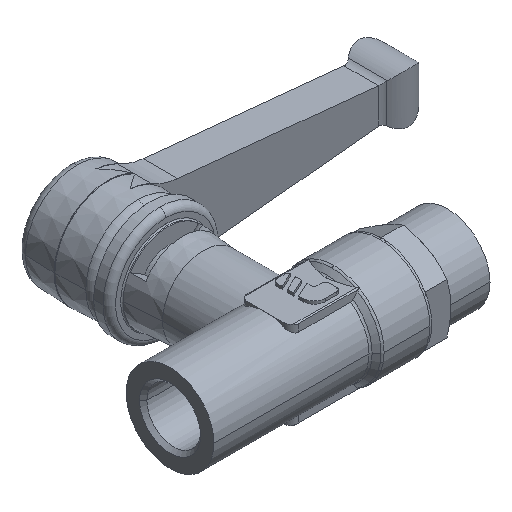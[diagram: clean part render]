
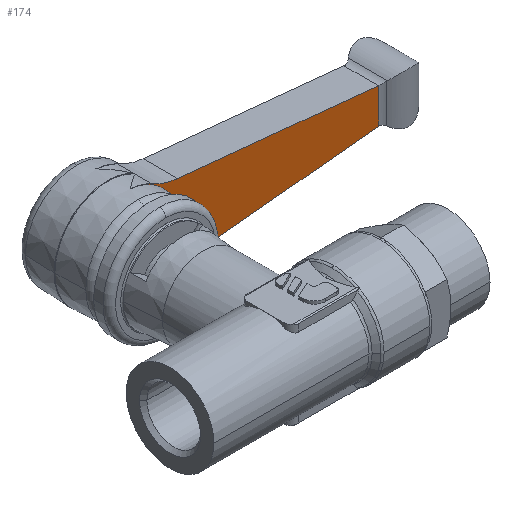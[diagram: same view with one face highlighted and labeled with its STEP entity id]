
A CAD part, isometric view. The second image highlights one B-rep face of the part: STEP entity #174.
In plain terms, the highlighted planar face has unit normal (0, -1, 0).
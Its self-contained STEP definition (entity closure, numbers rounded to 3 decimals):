
#174=ADVANCED_FACE('',(#484),#485,.T.);
#484=FACE_OUTER_BOUND('',#844,.T.);
#485=PLANE('',#845);
#844=EDGE_LOOP('',(#1988,#1989,#1990,#1991,#1992,#1993,#1994,#1995,#1996,#1997,#1998));
#845=AXIS2_PLACEMENT_3D('',#1999,#2000,#2001);
#1988=ORIENTED_EDGE('',*,*,#2720,.F.);
#1989=ORIENTED_EDGE('',*,*,#2686,.F.);
#1990=ORIENTED_EDGE('',*,*,#2715,.F.);
#1991=ORIENTED_EDGE('',*,*,#2716,.F.);
#1992=ORIENTED_EDGE('',*,*,#2699,.F.);
#1993=ORIENTED_EDGE('',*,*,#2719,.T.);
#1994=ORIENTED_EDGE('',*,*,#2706,.F.);
#1995=ORIENTED_EDGE('',*,*,#2712,.F.);
#1996=ORIENTED_EDGE('',*,*,#2713,.F.);
#1997=ORIENTED_EDGE('',*,*,#2688,.F.);
#1998=ORIENTED_EDGE('',*,*,#2432,.F.);
#1999=CARTESIAN_POINT('',(20.254,26.5,-14.0));
#2000=DIRECTION('',(0.0,-1.0,0.0));
#2001=DIRECTION('',(1.0,0.0,0.0));
#2432=EDGE_CURVE('',#2953,#2955,#2956,.T.);
#2686=EDGE_CURVE('',#3370,#3372,#3373,.T.);
#2688=EDGE_CURVE('',#2955,#3375,#3376,.T.);
#2699=EDGE_CURVE('',#3391,#3393,#3394,.T.);
#2706=EDGE_CURVE('',#3402,#3404,#3405,.T.);
#2712=EDGE_CURVE('',#3412,#3402,#3414,.T.);
#2713=EDGE_CURVE('',#3375,#3412,#3415,.T.);
#2715=EDGE_CURVE('',#3416,#3370,#3418,.T.);
#2716=EDGE_CURVE('',#3393,#3416,#3419,.T.);
#2719=EDGE_CURVE('',#3391,#3404,#3422,.T.);
#2720=EDGE_CURVE('',#3372,#2953,#3423,.T.);
#2953=VERTEX_POINT('',#3754);
#2955=VERTEX_POINT('',#3757);
#2956=CIRCLE('',#3758,8.39);
#3370=VERTEX_POINT('',#5070);
#3372=VERTEX_POINT('',#5073);
#3373=CIRCLE('',#5074,8.367);
#3375=VERTEX_POINT('',#5085);
#3376=CIRCLE('',#5086,8.367);
#3391=VERTEX_POINT('',#5204);
#3393=VERTEX_POINT('',#5217);
#3394=CIRCLE('',#5218,1.5);
#3402=VERTEX_POINT('',#5239);
#3404=VERTEX_POINT('',#5242);
#3405=CIRCLE('',#5243,1.5);
#3412=VERTEX_POINT('',#5362);
#3414=LINE('',#5365,#5366);
#3415=CIRCLE('',#5367,10.001);
#3416=VERTEX_POINT('',#5368);
#3418=CIRCLE('',#5371,10.001);
#3419=LINE('',#5372,#5373);
#3422=LINE('',#5378,#5379);
#3423=CIRCLE('',#5380,8.39);
#3754=CARTESIAN_POINT('',(8.39,26.5,0.));
#3757=CARTESIAN_POINT('',(0.863,26.5,8.345));
#3758=AXIS2_PLACEMENT_3D('',#5813,#5814,#5815);
#5070=CARTESIAN_POINT('',(4.305,26.5,-7.328));
#5073=CARTESIAN_POINT('',(0.863,26.5,-8.345));
#5074=AXIS2_PLACEMENT_3D('',#6218,#6219,#6220);
#5085=CARTESIAN_POINT('',(4.305,26.5,7.328));
#5086=AXIS2_PLACEMENT_3D('',#6221,#6222,#6223);
#5204=CARTESIAN_POINT('',(40.509,26.5,-2.808));
#5217=CARTESIAN_POINT('',(40.431,26.5,-2.813));
#5218=AXIS2_PLACEMENT_3D('',#6234,#6235,#6236);
#5239=CARTESIAN_POINT('',(40.431,26.5,2.813));
#5242=CARTESIAN_POINT('',(40.509,26.5,2.808));
#5243=AXIS2_PLACEMENT_3D('',#6246,#6247,#6248);
#5362=CARTESIAN_POINT('',(8.382,26.5,5.999));
#5365=CARTESIAN_POINT('',(23.257,26.5,4.52));
#5366=VECTOR('',#6250,1.0);
#5367=AXIS2_PLACEMENT_3D('',#6251,#6252,#6253);
#5368=CARTESIAN_POINT('',(8.382,26.5,-5.999));
#5371=AXIS2_PLACEMENT_3D('',#6255,#6256,#6257);
#5372=CARTESIAN_POINT('',(21.879,26.5,-4.657));
#5373=VECTOR('',#6258,1.0);
#5378=CARTESIAN_POINT('',(40.509,26.5,-14.0));
#5379=VECTOR('',#6261,1.0);
#5380=AXIS2_PLACEMENT_3D('',#6262,#6263,#6264);
#5813=CARTESIAN_POINT('',(0.0,26.5,0.0));
#5814=DIRECTION('',(0.0,-1.0,0.0));
#5815=DIRECTION('',(-1.0,0.0,0.0));
#6218=CARTESIAN_POINT('',(0.267,26.5,0.));
#6219=DIRECTION('',(-0.0,1.0,0.0));
#6220=DIRECTION('',(1.0,0.0,0.0));
#6221=CARTESIAN_POINT('',(0.267,26.5,0.));
#6222=DIRECTION('',(-0.0,1.0,0.0));
#6223=DIRECTION('',(1.0,0.0,0.0));
#6234=CARTESIAN_POINT('',(40.579,26.5,-4.306));
#6235=DIRECTION('',(0.0,-1.0,0.0));
#6236=DIRECTION('',(1.0,0.0,0.0));
#6246=CARTESIAN_POINT('',(40.579,26.5,4.306));
#6247=DIRECTION('',(0.0,-1.0,0.0));
#6248=DIRECTION('',(1.0,0.0,0.0));
#6250=DIRECTION('',(0.995,0.0,-0.099));
#6251=CARTESIAN_POINT('',(9.371,26.5,15.951));
#6252=DIRECTION('',(0.0,-1.0,0.0));
#6253=DIRECTION('',(1.0,0.0,0.0));
#6255=CARTESIAN_POINT('',(9.371,26.5,-15.951));
#6256=DIRECTION('',(0.0,-1.0,0.0));
#6257=DIRECTION('',(1.0,0.0,0.0));
#6258=DIRECTION('',(-0.995,-0.0,-0.099));
#6261=DIRECTION('',(0.0,0.0,1.0));
#6262=CARTESIAN_POINT('',(0.0,26.5,0.0));
#6263=DIRECTION('',(0.0,-1.0,0.0));
#6264=DIRECTION('',(-1.0,0.0,0.0));
